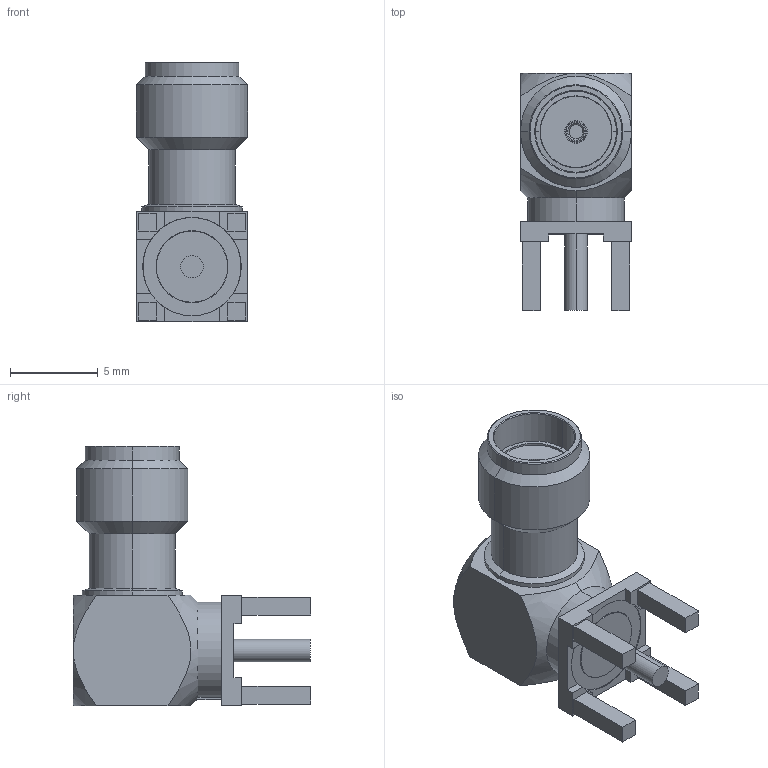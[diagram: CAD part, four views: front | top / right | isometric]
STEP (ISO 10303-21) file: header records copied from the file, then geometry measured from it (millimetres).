
FILE_DESCRIPTION(('STEP AP203'),'1');
FILE_NAME(' ',' ',('TraceParts'),('TraceParts S.A.'),'XStep 1.0',' ',' ');
FILE_SCHEMA(('CONFIG_CONTROL_DESIGN'));
Length unit declared in the file: millimetre
Products named in the file (1): 1
Bounding box: 6.33 x 13.53 x 14.8 mm (x, y, z)
Volume: 531.9 mm3; surface area: 652 mm2
Topology: 1 solids, 1 shells, 130 faces, 328 edges, 213 vertices
Faces by surface type: plane 67, cone 37, cylinder 26
Entity records: 4095 total; most frequent: CARTESIAN_POINT 894, DIRECTION 661, ORIENTED_EDGE 656, EDGE_CURVE 328, AXIS2_PLACEMENT_3D 244, VERTEX_POINT 213, LINE 173, VECTOR 173
